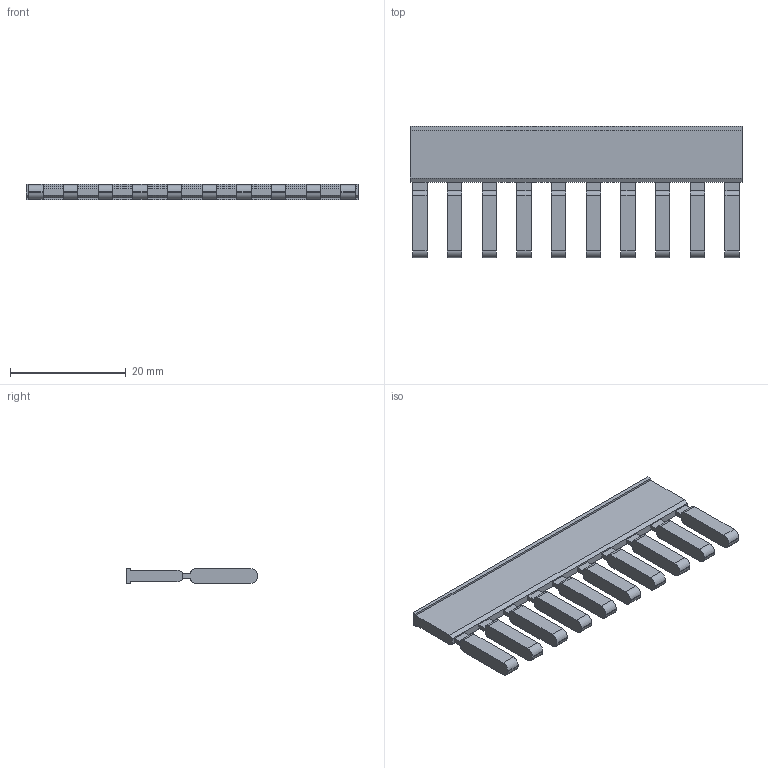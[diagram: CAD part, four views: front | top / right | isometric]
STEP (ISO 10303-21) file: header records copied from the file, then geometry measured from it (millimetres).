
FILE_DESCRIPTION (( 'STEP AP214' ), '1' );
FILE_NAME ('UK 4-10.STP', '2013-11-14T14:46:37', ( 'arge' ), ( 'Microsoft' ), 'SwSTEP 2.0', 'SolidWorks 2013', '' );
FILE_SCHEMA (( 'AUTOMOTIVE_DESIGN' ));
Length unit declared in the file: millimetre
Products named in the file (1): UK 4-10
Bounding box: 57.4 x 22.75 x 2.7 mm (x, y, z)
Volume: 1852.7 mm3; surface area: 2706.4 mm2
Topology: 1 solids, 1 shells, 142 faces, 390 edges, 260 vertices
Faces by surface type: plane 102, cylinder 40
Entity records: 6090 total; most frequent: CARTESIAN_POINT 793, ORIENTED_EDGE 780, DIRECTION 756, EDGE_CURVE 390, LINE 310, VECTOR 310, VERTEX_POINT 260, AXIS2_PLACEMENT_3D 223
